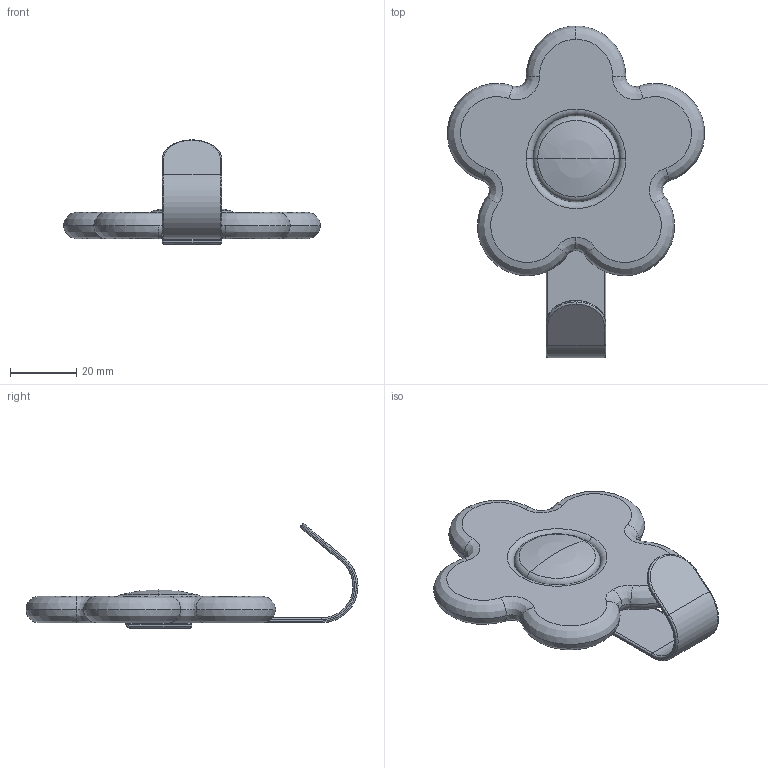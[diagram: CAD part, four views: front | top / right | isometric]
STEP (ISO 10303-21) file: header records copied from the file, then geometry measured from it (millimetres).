
FILE_DESCRIPTION(('Creo Elements/Direct Modeling STEP Export'),'2;1');
FILE_NAME('2050.stp','2024-09-23T14:02:29',(''),(''),'Creo Elements/Direct Modeling STEP processor for AP214 (Solid Model)','Creo Elements/Direct Modeling 20.0 12-Nov-2016 (C) Parametric Technology GmbH','');
FILE_SCHEMA(('AUTOMOTIVE_DESIGN { 1 0 10303 214 1 1 1 1 }'));
Length unit declared in the file: millimetre
Products named in the file (4): cap; flower; Hook; Flowerhook
Assembly tree (3 placements, depth 2):
  Flowerhook
    Hook
    flower
    cap
Bounding box: 77.47 x 100 x 31.4 mm (x, y, z)
Volume: 31423.8 mm3; surface area: 15744.1 mm2
Topology: 3 solids, 3 shells, 149 faces, 376 edges, 234 vertices
Faces by surface type: bspline 68, cylinder 32, plane 22, cone 16, torus 7, sphere 4
Entity records: 11254 total; most frequent: CARTESIAN_POINT 8313, ORIENTED_EDGE 744, DIRECTION 407, EDGE_CURVE 372, VERTEX_POINT 234, AXIS2_PLACEMENT_3D 171, EDGE_LOOP 168, FACE_OUTER_BOUND 149
